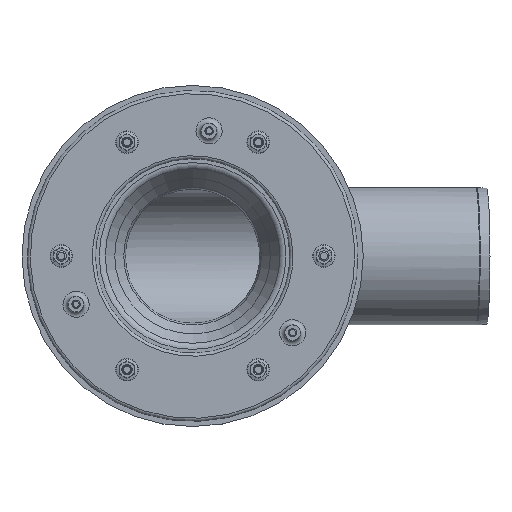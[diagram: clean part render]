
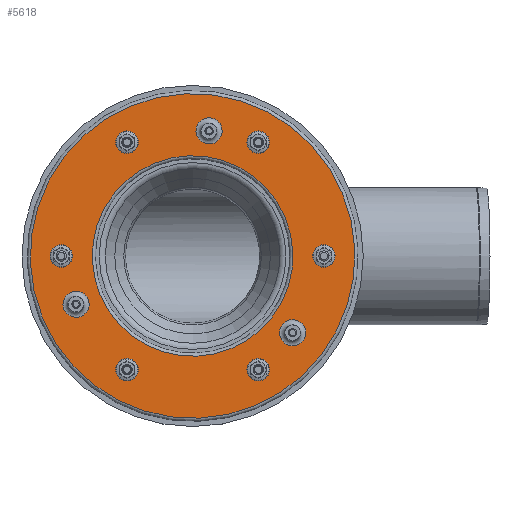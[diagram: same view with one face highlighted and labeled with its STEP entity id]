
A CAD part, top view. The second image highlights one B-rep face of the part: STEP entity #5618.
In plain terms, the highlighted planar face has unit normal (0, 0, 1).
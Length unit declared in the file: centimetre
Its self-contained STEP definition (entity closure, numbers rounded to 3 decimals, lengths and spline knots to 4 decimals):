
#166=FACE_BOUND('',#1058,.T.);
#167=FACE_BOUND('',#1059,.T.);
#168=FACE_BOUND('',#1060,.T.);
#169=FACE_BOUND('',#1061,.T.);
#170=FACE_BOUND('',#1062,.T.);
#171=FACE_BOUND('',#1063,.T.);
#172=FACE_BOUND('',#1064,.T.);
#173=FACE_BOUND('',#1065,.T.);
#174=FACE_BOUND('',#1066,.T.);
#175=FACE_BOUND('',#1067,.T.);
#366=PLANE('',#6251);
#622=FACE_OUTER_BOUND('',#1057,.T.);
#1057=EDGE_LOOP('',(#4272));
#1058=EDGE_LOOP('',(#4273));
#1059=EDGE_LOOP('',(#4274));
#1060=EDGE_LOOP('',(#4275));
#1061=EDGE_LOOP('',(#4276));
#1062=EDGE_LOOP('',(#4277));
#1063=EDGE_LOOP('',(#4278));
#1064=EDGE_LOOP('',(#4279));
#1065=EDGE_LOOP('',(#4280));
#1066=EDGE_LOOP('',(#4281));
#1067=EDGE_LOOP('',(#4282));
#2061=CIRCLE('',#6178,7.);
#2063=CIRCLE('',#6181,7.);
#2065=CIRCLE('',#6184,7.);
#2067=CIRCLE('',#6187,7.);
#2069=CIRCLE('',#6190,7.);
#2071=CIRCLE('',#6193,7.);
#2102=CIRCLE('',#6252,157.);
#2103=CIRCLE('',#6253,97.);
#2104=CIRCLE('',#6254,12.6579);
#2105=CIRCLE('',#6255,12.6579);
#2106=CIRCLE('',#6256,12.6579);
#2463=VERTEX_POINT('',#9200);
#2465=VERTEX_POINT('',#9206);
#2467=VERTEX_POINT('',#9212);
#2469=VERTEX_POINT('',#9218);
#2471=VERTEX_POINT('',#9224);
#2473=VERTEX_POINT('',#9230);
#2504=VERTEX_POINT('',#9336);
#2505=VERTEX_POINT('',#9338);
#2506=VERTEX_POINT('',#9340);
#2507=VERTEX_POINT('',#9342);
#2508=VERTEX_POINT('',#9344);
#3067=EDGE_CURVE('',#2463,#2463,#2061,.T.);
#3070=EDGE_CURVE('',#2465,#2465,#2063,.T.);
#3073=EDGE_CURVE('',#2467,#2467,#2065,.T.);
#3076=EDGE_CURVE('',#2469,#2469,#2067,.T.);
#3079=EDGE_CURVE('',#2471,#2471,#2069,.T.);
#3082=EDGE_CURVE('',#2473,#2473,#2071,.T.);
#3128=EDGE_CURVE('',#2504,#2504,#2102,.T.);
#3129=EDGE_CURVE('',#2505,#2505,#2103,.T.);
#3130=EDGE_CURVE('',#2506,#2506,#2104,.T.);
#3131=EDGE_CURVE('',#2507,#2507,#2105,.T.);
#3132=EDGE_CURVE('',#2508,#2508,#2106,.T.);
#4272=ORIENTED_EDGE('',*,*,#3128,.F.);
#4273=ORIENTED_EDGE('',*,*,#3067,.T.);
#4274=ORIENTED_EDGE('',*,*,#3070,.T.);
#4275=ORIENTED_EDGE('',*,*,#3073,.T.);
#4276=ORIENTED_EDGE('',*,*,#3076,.T.);
#4277=ORIENTED_EDGE('',*,*,#3079,.T.);
#4278=ORIENTED_EDGE('',*,*,#3082,.T.);
#4279=ORIENTED_EDGE('',*,*,#3129,.T.);
#4280=ORIENTED_EDGE('',*,*,#3130,.T.);
#4281=ORIENTED_EDGE('',*,*,#3131,.T.);
#4282=ORIENTED_EDGE('',*,*,#3132,.T.);
#5618=ADVANCED_FACE('',(#622,#166,#167,#168,#169,#170,#171,#172,#173,#174,
#175),#366,.T.);
#6178=AXIS2_PLACEMENT_3D('',#9202,#7443,#7444);
#6181=AXIS2_PLACEMENT_3D('',#9208,#7450,#7451);
#6184=AXIS2_PLACEMENT_3D('',#9214,#7457,#7458);
#6187=AXIS2_PLACEMENT_3D('',#9220,#7464,#7465);
#6190=AXIS2_PLACEMENT_3D('',#9226,#7471,#7472);
#6193=AXIS2_PLACEMENT_3D('',#9232,#7478,#7479);
#6251=AXIS2_PLACEMENT_3D('',#9335,#7609,#7610);
#6252=AXIS2_PLACEMENT_3D('',#9337,#7611,#7612);
#6253=AXIS2_PLACEMENT_3D('',#9339,#7613,#7614);
#6254=AXIS2_PLACEMENT_3D('',#9341,#7615,#7616);
#6255=AXIS2_PLACEMENT_3D('',#9343,#7617,#7618);
#6256=AXIS2_PLACEMENT_3D('',#9345,#7619,#7620);
#7443=DIRECTION('center_axis',(0.,0.,
-1.));
#7444=DIRECTION('ref_axis',(-0.793,0.609,0.));
#7450=DIRECTION('center_axis',(0.,0.,
-1.));
#7451=DIRECTION('ref_axis',(0.793,-0.609,0.));
#7457=DIRECTION('center_axis',(0.,0.,
-1.));
#7458=DIRECTION('ref_axis',(-0.793,0.609,0.));
#7464=DIRECTION('center_axis',(0.,0.,
-1.));
#7465=DIRECTION('ref_axis',(0.793,-0.609,0.));
#7471=DIRECTION('center_axis',(0.,0.,
-1.));
#7472=DIRECTION('ref_axis',(-0.793,0.609,0.));
#7478=DIRECTION('center_axis',(0.,0.,
-1.));
#7479=DIRECTION('ref_axis',(-0.793,0.609,0.));
#7609=DIRECTION('center_axis',(0.,0.,
1.));
#7610=DIRECTION('ref_axis',(-0.609,-0.793,0.));
#7611=DIRECTION('center_axis',(0.,0.,
-1.));
#7612=DIRECTION('ref_axis',(0.793,-0.609,0.));
#7613=DIRECTION('center_axis',(0.,0.,
-1.));
#7614=DIRECTION('ref_axis',(0.793,-0.609,0.));
#7615=DIRECTION('center_axis',(0.,0.,
-1.));
#7616=DIRECTION('ref_axis',(0.793,-0.609,0.));
#7617=DIRECTION('center_axis',(0.,0.,
-1.));
#7618=DIRECTION('ref_axis',(-0.924,-0.383,0.));
#7619=DIRECTION('center_axis',(0.,0.,
-1.));
#7620=DIRECTION('ref_axis',(0.131,0.991,0.));
#9200=CARTESIAN_POINT('',(11.5535,105.7239,183.2355));
#9202=CARTESIAN_POINT('Origin',(6.,109.9852,183.2355));
#9206=CARTESIAN_POINT('',(127.4465,-105.7239,183.2355));
#9208=CARTESIAN_POINT('Origin',(133.,-109.9852,183.2355));
#9212=CARTESIAN_POINT('',(138.5535,105.7239,183.2355));
#9214=CARTESIAN_POINT('Origin',(133.,109.9852,183.2355));
#9218=CARTESIAN_POINT('',(190.9465,4.2613,183.2355));
#9220=CARTESIAN_POINT('Origin',(196.5,0.,183.2355));
#9224=CARTESIAN_POINT('',(11.5535,-114.2466,183.2355));
#9226=CARTESIAN_POINT('Origin',(6.,-109.9852,183.2355));
#9230=CARTESIAN_POINT('',(-51.9465,-4.2613,183.2355));
#9232=CARTESIAN_POINT('Origin',(-57.5,0.,
183.2355));
#9335=CARTESIAN_POINT('Origin',(-55.0565,95.5755,183.2355));
#9336=CARTESIAN_POINT('',(-26.0755,-124.5565,183.2355));
#9337=CARTESIAN_POINT('Origin',(69.5,0.,183.2355));
#9338=CARTESIAN_POINT('',(10.4501,-76.9553,183.2355));
#9339=CARTESIAN_POINT('Origin',(69.5,0.,183.2355));
#9340=CARTESIAN_POINT('',(158.5835,-84.311,183.2355));
#9341=CARTESIAN_POINT('Origin',(166.2891,-74.2689,183.2355));
#9342=CARTESIAN_POINT('',(-48.0573,-34.993,183.2355));
#9343=CARTESIAN_POINT('Origin',(-43.2133,-46.6874,183.2355));
#9344=CARTESIAN_POINT('',(97.9738,119.3041,183.2355));
#9345=CARTESIAN_POINT('Origin',(85.4242,120.9563,183.2355));
